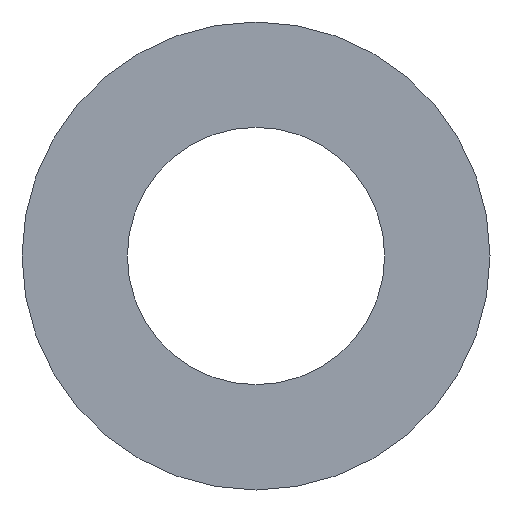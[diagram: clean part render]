
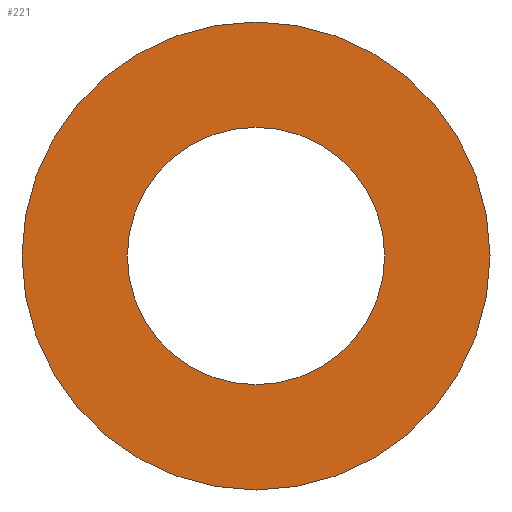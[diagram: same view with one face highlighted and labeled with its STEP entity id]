
A CAD part, front view. The second image highlights one B-rep face of the part: STEP entity #221.
In plain terms, the highlighted planar face has unit normal (0, -1, 0).
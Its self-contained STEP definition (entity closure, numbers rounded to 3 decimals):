
#5 = CARTESIAN_POINT ( 'NONE',  ( 0., -2., 10. ) ) ;
#7 = CARTESIAN_POINT ( 'NONE',  ( 0., -2., -10. ) ) ;
#11 = DIRECTION ( 'NONE',  ( 0., 1., 0. ) ) ;
#24 = CARTESIAN_POINT ( 'NONE',  ( 5.5, -2., 0. ) ) ;
#25 = VERTEX_POINT ( 'NONE', #238 ) ;
#27 = ORIENTED_EDGE ( 'NONE', *, *, #172, .F. ) ;
#28 = CARTESIAN_POINT ( 'NONE',  ( 0., -2., 0. ) ) ;
#35 = CARTESIAN_POINT ( 'NONE',  ( 0., -2., 0. ) ) ;
#42 = EDGE_CURVE ( 'NONE', #25, #243, #195, .T. ) ;
#44 = EDGE_LOOP ( 'NONE', ( #101, #27 ) ) ;
#45 = DIRECTION ( 'NONE',  ( 0., 0., 1. ) ) ;
#57 = ORIENTED_EDGE ( 'NONE', *, *, #42, .T. ) ;
#61 = CIRCLE ( 'NONE', #113, 10. ) ;
#65 = VERTEX_POINT ( 'NONE', #5 ) ;
#66 = CARTESIAN_POINT ( 'NONE',  ( 0., -2., 5.5 ) ) ;
#68 = DIRECTION ( 'NONE',  ( 0., 1., 0. ) ) ;
#70 = CIRCLE ( 'NONE', #187, 5.5 ) ;
#77 = DIRECTION ( 'NONE',  ( 0., 1., 0. ) ) ;
#79 = AXIS2_PLACEMENT_3D ( 'NONE', #24, #102, #83 ) ;
#80 = DIRECTION ( 'NONE',  ( 0., 0., 1. ) ) ;
#81 = VERTEX_POINT ( 'NONE', #7 ) ;
#83 = DIRECTION ( 'NONE',  ( 0., 0., 1. ) ) ;
#101 = ORIENTED_EDGE ( 'NONE', *, *, #143, .F. ) ;
#102 = DIRECTION ( 'NONE',  ( 0., 1., 0. ) ) ;
#113 = AXIS2_PLACEMENT_3D ( 'NONE', #28, #68, #227 ) ;
#121 = CARTESIAN_POINT ( 'NONE',  ( 0., -2., 0. ) ) ;
#125 = DIRECTION ( 'NONE',  ( 0., 1., 0. ) ) ;
#132 = DIRECTION ( 'NONE',  ( 0., 0., 1. ) ) ;
#138 = FACE_BOUND ( 'NONE', #245, .T. ) ;
#139 = FACE_OUTER_BOUND ( 'NONE', #44, .T. ) ;
#143 = EDGE_CURVE ( 'NONE', #65, #81, #61, .T. ) ;
#152 = ORIENTED_EDGE ( 'NONE', *, *, #214, .T. ) ;
#172 = EDGE_CURVE ( 'NONE', #81, #65, #176, .T. ) ;
#176 = CIRCLE ( 'NONE', #230, 10. ) ;
#187 = AXIS2_PLACEMENT_3D ( 'NONE', #197, #125, #45 ) ;
#195 = CIRCLE ( 'NONE', #199, 5.5 ) ;
#197 = CARTESIAN_POINT ( 'NONE',  ( 0., -2., 0. ) ) ;
#199 = AXIS2_PLACEMENT_3D ( 'NONE', #35, #77, #132 ) ;
#214 = EDGE_CURVE ( 'NONE', #243, #25, #70, .T. ) ;
#219 = PLANE ( 'NONE',  #79 ) ;
#221 = ADVANCED_FACE ( 'NONE', ( #139, #138 ), #219, .F. ) ;
#227 = DIRECTION ( 'NONE',  ( 0., 0., 1. ) ) ;
#230 = AXIS2_PLACEMENT_3D ( 'NONE', #121, #11, #80 ) ;
#238 = CARTESIAN_POINT ( 'NONE',  ( 0., -2., -5.5 ) ) ;
#243 = VERTEX_POINT ( 'NONE', #66 ) ;
#245 = EDGE_LOOP ( 'NONE', ( #152, #57 ) ) ;
